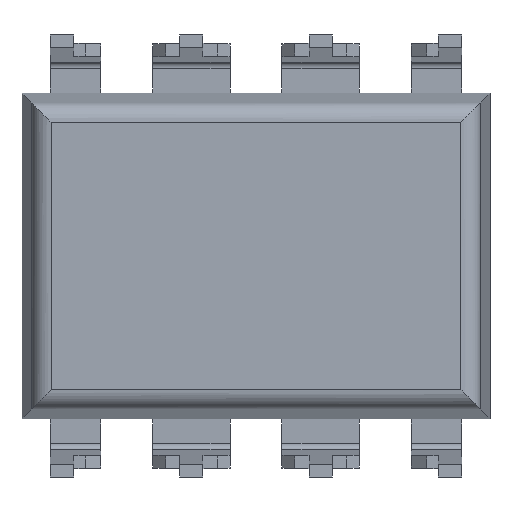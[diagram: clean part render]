
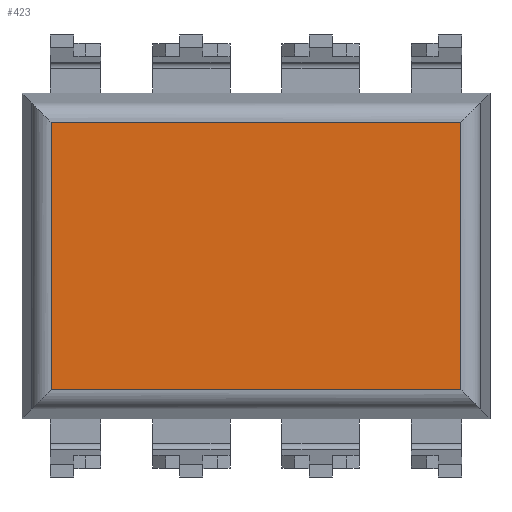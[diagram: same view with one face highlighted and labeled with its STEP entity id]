
A CAD part, front view. The second image highlights one B-rep face of the part: STEP entity #423.
In plain terms, the highlighted planar face has unit normal (0, -1, 0).
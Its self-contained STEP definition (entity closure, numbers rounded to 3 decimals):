
#423=ADVANCED_FACE('',(#851),#852,.T.);
#851=FACE_OUTER_BOUND('',#1272,.T.);
#852=PLANE('',#1273);
#1272=EDGE_LOOP('',(#2532,#2533,#2534,#2535));
#1273=AXIS2_PLACEMENT_3D('',#2536,#2537,#2538);
#2532=ORIENTED_EDGE('',*,*,#2989,.T.);
#2533=ORIENTED_EDGE('',*,*,#3054,.T.);
#2534=ORIENTED_EDGE('',*,*,#2997,.F.);
#2535=ORIENTED_EDGE('',*,*,#3056,.F.);
#2536=CARTESIAN_POINT('',(-1.0,0.,0.));
#2537=DIRECTION('',(0.0,-1.0,0.0));
#2538=DIRECTION('',(0.,0.0,-1.0));
#2989=EDGE_CURVE('',#3708,#3706,#3709,.T.);
#2997=EDGE_CURVE('',#3718,#3720,#3721,.T.);
#3054=EDGE_CURVE('',#3706,#3720,#3801,.T.);
#3056=EDGE_CURVE('',#3708,#3718,#3803,.T.);
#3706=VERTEX_POINT('',#4734);
#3708=VERTEX_POINT('',#4736);
#3709=LINE('',#4737,#4738);
#3718=VERTEX_POINT('',#4750);
#3720=VERTEX_POINT('',#4752);
#3721=LINE('',#4753,#4754);
#3801=LINE('',#4961,#4962);
#3803=LINE('',#4964,#4965);
#4734=CARTESIAN_POINT('',(0.572,0.,-2.628));
#4736=CARTESIAN_POINT('',(0.572,0.,2.628));
#4737=CARTESIAN_POINT('',(0.572,0.,0.));
#4738=VECTOR('',#5362,1.0);
#4750=CARTESIAN_POINT('',(8.623,0.,2.628));
#4752=CARTESIAN_POINT('',(8.623,0.,-2.628));
#4753=CARTESIAN_POINT('',(8.623,0.,2.5));
#4754=VECTOR('',#5372,1.0);
#4961=CARTESIAN_POINT('',(-1.0,0.,-2.628));
#4962=VECTOR('',#5427,1.0);
#4964=CARTESIAN_POINT('',(-1.0,0.,2.628));
#4965=VECTOR('',#5428,1.0);
#5362=DIRECTION('',(0.,0.0,-1.0));
#5372=DIRECTION('',(0.,0.0,-1.0));
#5427=DIRECTION('',(1.0,0.0,0.));
#5428=DIRECTION('',(1.0,0.0,0.));
